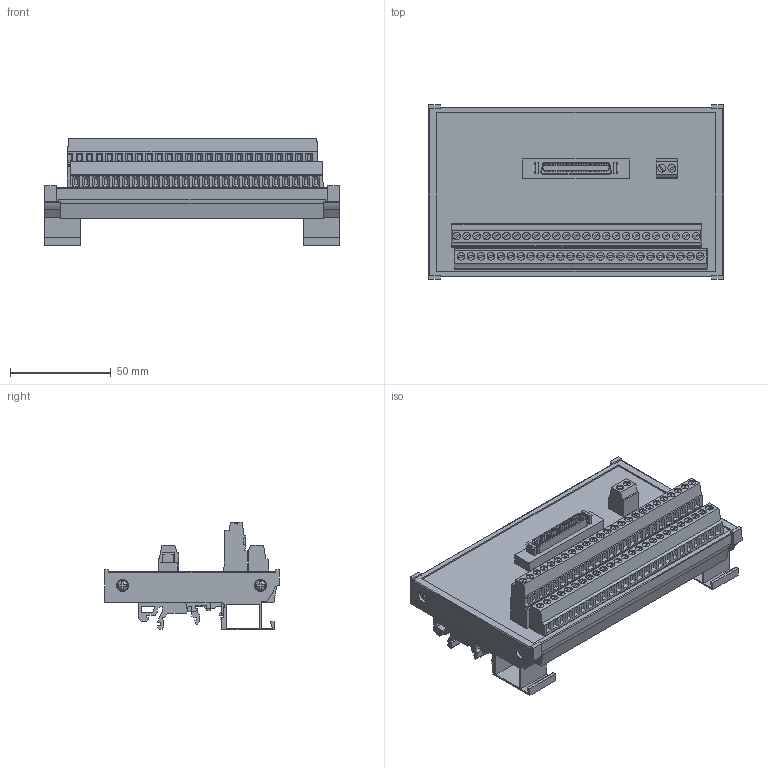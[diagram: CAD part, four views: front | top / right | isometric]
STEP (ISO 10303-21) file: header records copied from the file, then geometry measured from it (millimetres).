
FILE_DESCRIPTION (( 'STEP AP214' ), '1' );
FILE_NAME ('SV2-CN1-RTB50.STEP', '2021-03-09T01:02:13', ( '' ), ( '' ), 'SwSTEP 2.0', 'SolidWorks 2017', '' );
FILE_SCHEMA (( 'AUTOMOTIVE_DESIGN' ));
Length unit declared in the file: millimetre
Products named in the file (1): SV2-CN1-RTB50
Bounding box: 146.73 x 86.8 x 53.61 mm (x, y, z)
Volume: 228578.9 mm3; surface area: 55754.1 mm2
Topology: 3 solids, 3 shells, 1418 faces, 3417 edges, 2205 vertices
Faces by surface type: plane 1261, cylinder 153, bspline 4
Entity records: 41617 total; most frequent: CARTESIAN_POINT 8197, ORIENTED_EDGE 6834, DIRECTION 6597, EDGE_CURVE 3417, LINE 2955, VECTOR 2955, VERTEX_POINT 2205, AXIS2_PLACEMENT_3D 1821
